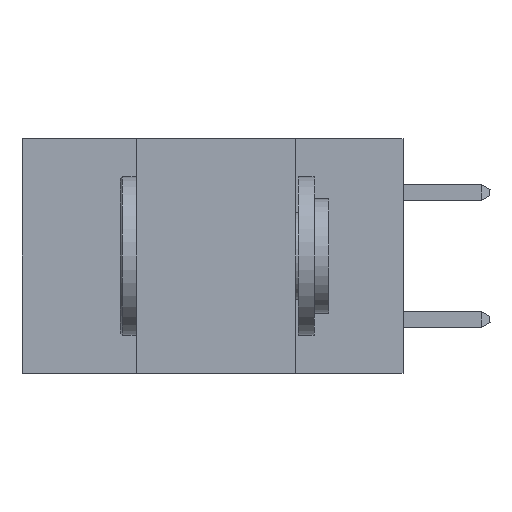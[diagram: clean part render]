
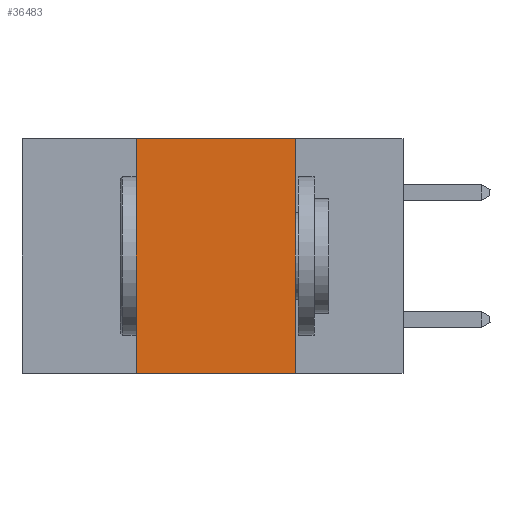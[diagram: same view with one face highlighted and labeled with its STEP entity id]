
A CAD part, left-side view. The second image highlights one B-rep face of the part: STEP entity #36483.
In plain terms, the highlighted planar face has unit normal (-1, 0, 0).
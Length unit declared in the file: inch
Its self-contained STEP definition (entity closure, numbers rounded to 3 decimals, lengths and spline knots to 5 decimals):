
#643 = VECTOR ( 'NONE', #35130, 39.37008 ) ;
#956 = EDGE_CURVE ( 'NONE', #9108, #37921, #22746, .T. ) ;
#4338 = CARTESIAN_POINT ( 'NONE',  ( 0., 0.17, -0.37 ) ) ;
#4583 = DIRECTION ( 'NONE',  ( 0., 0., -1. ) ) ;
#4815 = DIRECTION ( 'NONE',  ( 0., -1., 0. ) ) ;
#5953 = ORIENTED_EDGE ( 'NONE', *, *, #35003, .F. ) ;
#6653 = CARTESIAN_POINT ( 'NONE',  ( 0., 0.42, -0.37 ) ) ;
#8033 = CARTESIAN_POINT ( 'NONE',  ( 0., 0.6, 0. ) ) ;
#8761 = CARTESIAN_POINT ( 'NONE',  ( 0., 0.17, 0. ) ) ;
#9108 = VERTEX_POINT ( 'NONE', #30233 ) ;
#10967 = ORIENTED_EDGE ( 'NONE', *, *, #37063, .F. ) ;
#11362 = DIRECTION ( 'NONE',  ( 1., 0., 0. ) ) ;
#12368 = VERTEX_POINT ( 'NONE', #6653 ) ;
#12813 = VECTOR ( 'NONE', #16727, 39.37008 ) ;
#14582 = AXIS2_PLACEMENT_3D ( 'NONE', #8033, #11362, #4583 ) ;
#16727 = DIRECTION ( 'NONE',  ( 0., 0., -1. ) ) ;
#17332 = FACE_OUTER_BOUND ( 'NONE', #35738, .T. ) ;
#18592 = EDGE_CURVE ( 'NONE', #12368, #30847, #28132, .T. ) ;
#19775 = VECTOR ( 'NONE', #4815, 39.37008 ) ;
#20190 = ORIENTED_EDGE ( 'NONE', *, *, #18592, .T. ) ;
#20360 = CARTESIAN_POINT ( 'NONE',  ( 0., 0.17, 0. ) ) ;
#22746 = LINE ( 'NONE', #26275, #31596 ) ;
#25448 = CARTESIAN_POINT ( 'NONE',  ( 0., 0.42, 0. ) ) ;
#26138 = DIRECTION ( 'NONE',  ( 0., -1., 0. ) ) ;
#26275 = CARTESIAN_POINT ( 'NONE',  ( 0., 0.6, 0. ) ) ;
#27856 = LINE ( 'NONE', #25448, #643 ) ;
#28132 = LINE ( 'NONE', #35627, #19775 ) ;
#28159 = LINE ( 'NONE', #20360, #12813 ) ;
#30233 = CARTESIAN_POINT ( 'NONE',  ( 0., 0.42, 0. ) ) ;
#30847 = VERTEX_POINT ( 'NONE', #4338 ) ;
#31596 = VECTOR ( 'NONE', #26138, 39.37008 ) ;
#33021 = PLANE ( 'NONE',  #14582 ) ;
#35003 = EDGE_CURVE ( 'NONE', #12368, #9108, #27856, .T. ) ;
#35130 = DIRECTION ( 'NONE',  ( 0., 0., 1. ) ) ;
#35627 = CARTESIAN_POINT ( 'NONE',  ( 0., 0.6, -0.37 ) ) ;
#35738 = EDGE_LOOP ( 'NONE', ( #10967, #35837, #5953, #20190 ) ) ;
#35837 = ORIENTED_EDGE ( 'NONE', *, *, #956, .F. ) ;
#36483 = ADVANCED_FACE ( 'NONE', ( #17332 ), #33021, .F. ) ;
#37063 = EDGE_CURVE ( 'NONE', #37921, #30847, #28159, .T. ) ;
#37921 = VERTEX_POINT ( 'NONE', #8761 ) ;
